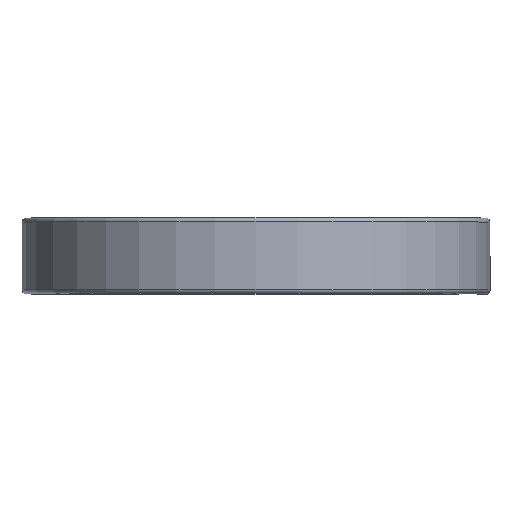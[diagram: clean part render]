
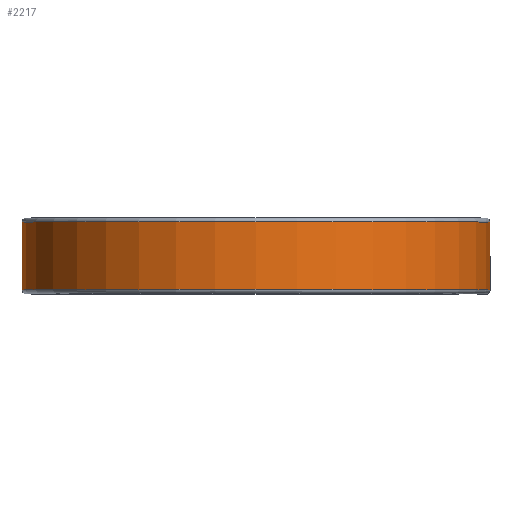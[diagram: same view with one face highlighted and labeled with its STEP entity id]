
A CAD part, top view. The second image highlights one B-rep face of the part: STEP entity #2217.
In plain terms, the highlighted cylindrical face has radius 44.082 mm (diameter 88.163 mm), a partial arc.
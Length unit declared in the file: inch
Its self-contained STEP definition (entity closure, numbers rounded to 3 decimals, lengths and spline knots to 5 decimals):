
#150 = DIRECTION ( 'NONE',  ( 0., 0., -1. ) ) ;
#350 = AXIS2_PLACEMENT_3D ( 'NONE', #2452, #1256, #150 ) ;
#385 = EDGE_LOOP ( 'NONE', ( #458, #408, #1458, #528 ) ) ;
#408 = ORIENTED_EDGE ( 'NONE', *, *, #1951, .T. ) ;
#416 = CARTESIAN_POINT ( 'NONE',  ( 0., 0.25125, -1.7355 ) ) ;
#458 = ORIENTED_EDGE ( 'NONE', *, *, #845, .T. ) ;
#528 = ORIENTED_EDGE ( 'NONE', *, *, #2232, .F. ) ;
#643 = VECTOR ( 'NONE', #1456, 39.37008 ) ;
#656 = CIRCLE ( 'NONE', #350, 1.7355 ) ;
#845 = EDGE_CURVE ( 'NONE', #2042, #919, #1215, .T. ) ;
#858 = CARTESIAN_POINT ( 'NONE',  ( 0., 0.25125, -1.7355 ) ) ;
#862 = DIRECTION ( 'NONE',  ( 0., 0., -1. ) ) ;
#915 = DIRECTION ( 'NONE',  ( 0., -1., 0. ) ) ;
#919 = VERTEX_POINT ( 'NONE', #1245 ) ;
#1006 = EDGE_CURVE ( 'NONE', #1714, #1730, #2222, .T. ) ;
#1055 = DIRECTION ( 'NONE',  ( 0., 1., 0. ) ) ;
#1173 = CARTESIAN_POINT ( 'NONE',  ( 1.7355, -0.25125, 0. ) ) ;
#1215 = LINE ( 'NONE', #1687, #643 ) ;
#1226 = DIRECTION ( 'NONE',  ( 0., -1., 0. ) ) ;
#1245 = CARTESIAN_POINT ( 'NONE',  ( 1.7355, 0.25125, 0. ) ) ;
#1256 = DIRECTION ( 'NONE',  ( 0., -1., 0. ) ) ;
#1450 = AXIS2_PLACEMENT_3D ( 'NONE', #2119, #915, #2306 ) ;
#1456 = DIRECTION ( 'NONE',  ( 0., 1., 0. ) ) ;
#1458 = ORIENTED_EDGE ( 'NONE', *, *, #1006, .F. ) ;
#1579 = CARTESIAN_POINT ( 'NONE',  ( 0., -0.25125, -1.7355 ) ) ;
#1687 = CARTESIAN_POINT ( 'NONE',  ( 1.7355, 0.25125, 0. ) ) ;
#1714 = VERTEX_POINT ( 'NONE', #1579 ) ;
#1730 = VERTEX_POINT ( 'NONE', #416 ) ;
#1738 = VECTOR ( 'NONE', #1055, 39.37008 ) ;
#1951 = EDGE_CURVE ( 'NONE', #919, #1730, #2259, .T. ) ;
#2042 = VERTEX_POINT ( 'NONE', #1173 ) ;
#2051 = CARTESIAN_POINT ( 'NONE',  ( 0., 0.25, 0. ) ) ;
#2089 = CYLINDRICAL_SURFACE ( 'NONE', #2238, 1.7355 ) ;
#2119 = CARTESIAN_POINT ( 'NONE',  ( 0., 0.25125, 0. ) ) ;
#2215 = FACE_OUTER_BOUND ( 'NONE', #385, .T. ) ;
#2217 = ADVANCED_FACE ( 'NONE', ( #2215 ), #2089, .T. ) ;
#2222 = LINE ( 'NONE', #858, #1738 ) ;
#2232 = EDGE_CURVE ( 'NONE', #2042, #1714, #656, .T. ) ;
#2238 = AXIS2_PLACEMENT_3D ( 'NONE', #2051, #1226, #862 ) ;
#2259 = CIRCLE ( 'NONE', #1450, 1.7355 ) ;
#2306 = DIRECTION ( 'NONE',  ( 0., 0., -1. ) ) ;
#2452 = CARTESIAN_POINT ( 'NONE',  ( 0., -0.25125, 0. ) ) ;
